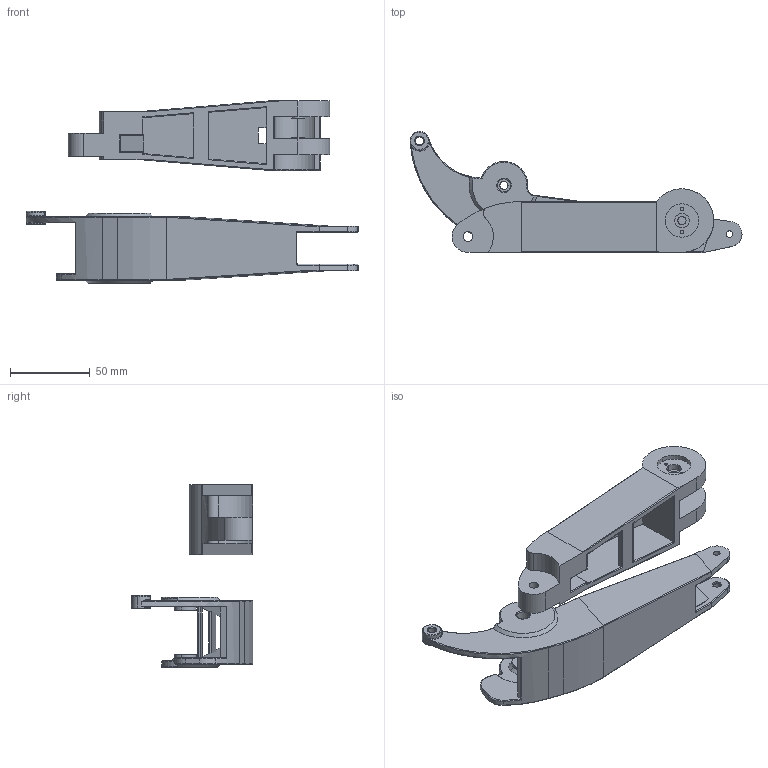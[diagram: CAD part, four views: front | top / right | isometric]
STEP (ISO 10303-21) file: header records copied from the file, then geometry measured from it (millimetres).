
FILE_DESCRIPTION (( 'STEP AP214' ), '1' );
FILE_NAME ('湖荂璃5.STEP', '2024-11-27T02:41:41', ( '' ), ( '' ), 'SwSTEP 2.0', 'SolidWorks 2023', '' );
FILE_SCHEMA (( 'AUTOMOTIVE_DESIGN' ));
Length unit declared in the file: millimetre
Products named in the file (3): 打印件5; BC连杆; CD连杆
Assembly tree (2 placements, depth 2):
  打印件5
    BC连杆
    CD连杆
Bounding box: 208.82 x 76.23 x 114.88 mm (x, y, z)
Volume: 158806.6 mm3; surface area: 71311.2 mm2
Topology: 2 solids, 2 shells, 307 faces, 795 edges, 493 vertices
Faces by surface type: cylinder 131, plane 103, torus 49, bspline 12, cone 8, sphere 4
Entity records: 9788 total; most frequent: CARTESIAN_POINT 2346, ORIENTED_EDGE 1578, DIRECTION 1537, EDGE_CURVE 789, AXIS2_PLACEMENT_3D 579, VERTEX_POINT 493, VECTOR 379, LINE 379
